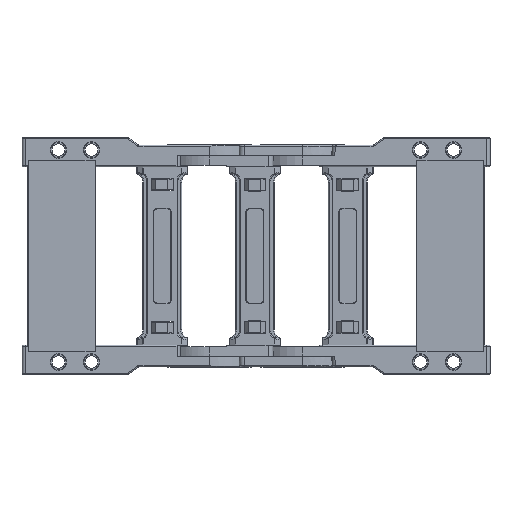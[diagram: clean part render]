
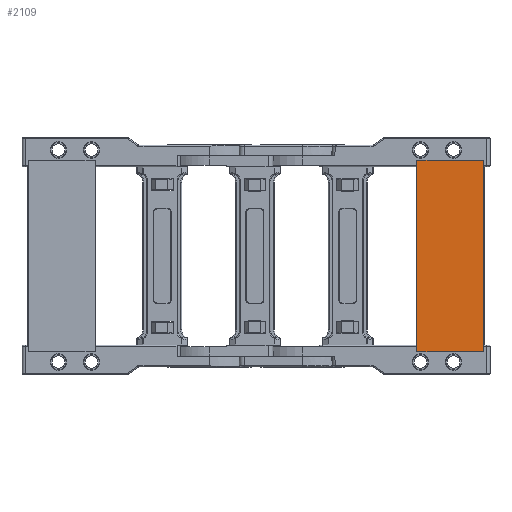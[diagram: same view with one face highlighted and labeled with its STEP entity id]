
A CAD part, front view. The second image highlights one B-rep face of the part: STEP entity #2109.
In plain terms, the highlighted planar face has unit normal (0, -1, 0).
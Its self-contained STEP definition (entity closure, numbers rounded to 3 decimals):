
#1038 = DIRECTION ( 'NONE',  ( -1., 0., 0. ) ) ;
#2109 = ADVANCED_FACE ( 'NONE', ( #97627 ), #48754, .T. ) ;
#2929 = CARTESIAN_POINT ( 'NONE',  ( 44.962, -20.5, 11.35 ) ) ;
#5339 = CARTESIAN_POINT ( 'NONE',  ( 44.962, -20.5, 11.35 ) ) ;
#7246 = ORIENTED_EDGE ( 'NONE', *, *, #49342, .F. ) ;
#18265 = DIRECTION ( 'NONE',  ( 0., 0., 1. ) ) ;
#19099 = AXIS2_PLACEMENT_3D ( 'NONE', #5339, #36553, #58722 ) ;
#22696 = CARTESIAN_POINT ( 'NONE',  ( 14.726, -20.5, 98. ) ) ;
#25930 = VECTOR ( 'NONE', #49209, 1000. ) ;
#33331 = EDGE_CURVE ( 'NONE', #84674, #83508, #51244, .T. ) ;
#33548 = EDGE_LOOP ( 'NONE', ( #77238, #107115, #7246, #118257 ) ) ;
#36553 = DIRECTION ( 'NONE',  ( 0., -1., 0. ) ) ;
#44656 = VECTOR ( 'NONE', #18265, 1000. ) ;
#48679 = CARTESIAN_POINT ( 'NONE',  ( 44.962, -20.5, 98. ) ) ;
#48754 = PLANE ( 'NONE',  #19099 ) ;
#49209 = DIRECTION ( 'NONE',  ( 0., 0., 1. ) ) ;
#49342 = EDGE_CURVE ( 'NONE', #87531, #114495, #75271, .T. ) ;
#50826 = CARTESIAN_POINT ( 'NONE',  ( 14.726, -20.5, 11.35 ) ) ;
#51244 = LINE ( 'NONE', #71350, #25930 ) ;
#58722 = DIRECTION ( 'NONE',  ( -1., 0., 0. ) ) ;
#66388 = VECTOR ( 'NONE', #124132, 1000. ) ;
#69919 = VECTOR ( 'NONE', #1038, 1000. ) ;
#71350 = CARTESIAN_POINT ( 'NONE',  ( 44.962, -20.5, 11.35 ) ) ;
#75271 = LINE ( 'NONE', #50826, #44656 ) ;
#77238 = ORIENTED_EDGE ( 'NONE', *, *, #33331, .T. ) ;
#83508 = VERTEX_POINT ( 'NONE', #117664 ) ;
#84674 = VERTEX_POINT ( 'NONE', #97127 ) ;
#87531 = VERTEX_POINT ( 'NONE', #102717 ) ;
#90424 = EDGE_CURVE ( 'NONE', #83508, #114495, #95112, .T. ) ;
#95112 = LINE ( 'NONE', #48679, #66388 ) ;
#97127 = CARTESIAN_POINT ( 'NONE',  ( 44.962, -20.5, 11.35 ) ) ;
#97627 = FACE_OUTER_BOUND ( 'NONE', #33548, .T. ) ;
#98839 = EDGE_CURVE ( 'NONE', #84674, #87531, #129060, .T. ) ;
#102717 = CARTESIAN_POINT ( 'NONE',  ( 14.726, -20.5, 11.35 ) ) ;
#107115 = ORIENTED_EDGE ( 'NONE', *, *, #90424, .T. ) ;
#114495 = VERTEX_POINT ( 'NONE', #22696 ) ;
#117664 = CARTESIAN_POINT ( 'NONE',  ( 44.962, -20.5, 98. ) ) ;
#118257 = ORIENTED_EDGE ( 'NONE', *, *, #98839, .F. ) ;
#124132 = DIRECTION ( 'NONE',  ( -1., 0., 0. ) ) ;
#129060 = LINE ( 'NONE', #2929, #69919 ) ;
